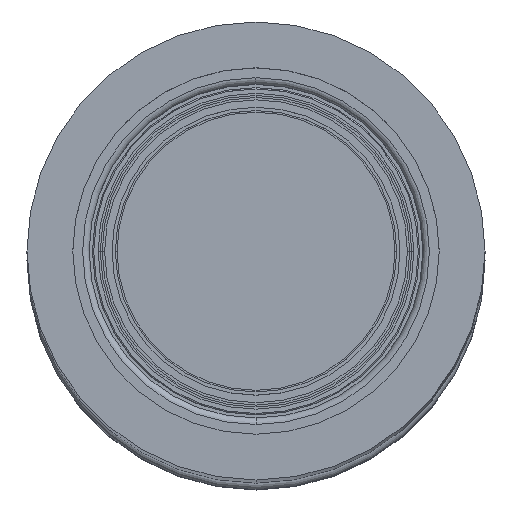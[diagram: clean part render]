
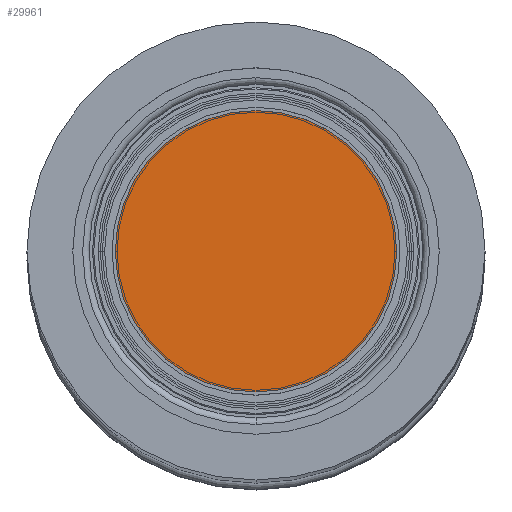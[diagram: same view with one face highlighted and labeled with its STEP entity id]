
A CAD part, top view. The second image highlights one B-rep face of the part: STEP entity #29961.
In plain terms, the highlighted planar face has unit normal (0, 0, 1).
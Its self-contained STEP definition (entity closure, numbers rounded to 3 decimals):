
#27958=CARTESIAN_POINT('',(0.,0.,0.));
#27959=DIRECTION('',(0.,0.,1.));
#27960=DIRECTION('',(0.,1.,0.));
#27961=AXIS2_PLACEMENT_3D('',#27958,#27959,#27960);
#27963=CARTESIAN_POINT('',(0.,0.,0.));
#27964=DIRECTION('',(0.,0.,1.));
#27965=DIRECTION('',(0.,-1.,0.));
#27966=AXIS2_PLACEMENT_3D('',#27963,#27964,#27965);
#28208=CARTESIAN_POINT('',(0.,21.5,0.));
#28209=CARTESIAN_POINT('',(0.,-21.5,0.));
#28210=VERTEX_POINT('',#28208);
#28211=VERTEX_POINT('',#28209);
#29952=CARTESIAN_POINT('',(0.,0.,0.));
#29953=DIRECTION('',(0.,0.,1.));
#29954=DIRECTION('',(0.,1.,0.));
#29955=AXIS2_PLACEMENT_3D('',#29952,#29953,#29954);
#29956=PLANE('',#29955);
#29957=ORIENTED_EDGE('',*,*,#29932,.F.);
#29958=ORIENTED_EDGE('',*,*,#29946,.F.);
#29959=EDGE_LOOP('',(#29957,#29958));
#29960=FACE_OUTER_BOUND('',#29959,.F.);
#29961=ADVANCED_FACE('',(#29960),#29956,.T.);
#27962=CIRCLE('',#27961,21.5);
#27967=CIRCLE('',#27966,21.5);
#29932=EDGE_CURVE('',#28210,#28211,#27962,.T.);
#29946=EDGE_CURVE('',#28211,#28210,#27967,.T.);
